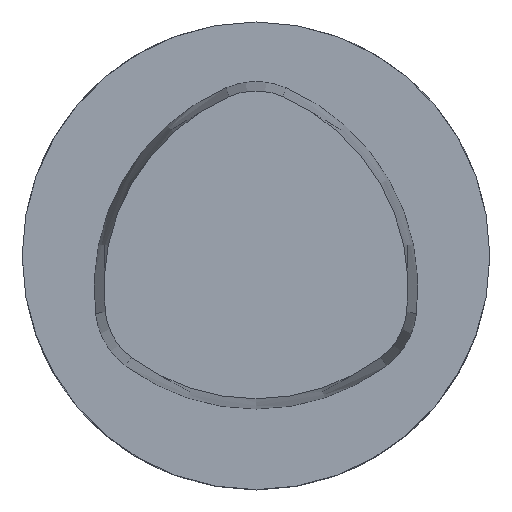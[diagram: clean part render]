
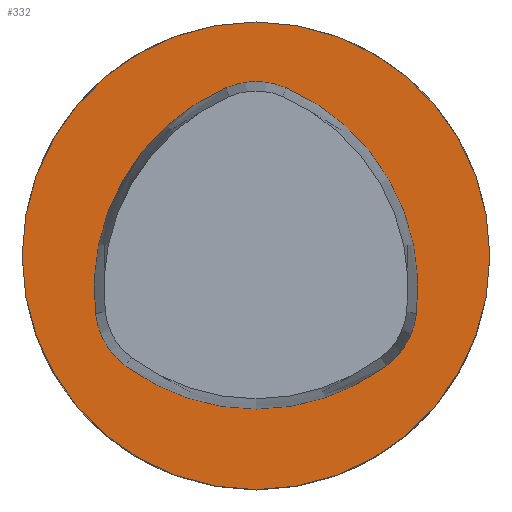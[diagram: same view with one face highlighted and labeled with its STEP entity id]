
A CAD part, top view. The second image highlights one B-rep face of the part: STEP entity #332.
In plain terms, the highlighted planar face has unit normal (0, 0, 1).
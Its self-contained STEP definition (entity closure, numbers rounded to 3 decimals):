
#81=PLANE('',#960);
#121=FACE_OUTER_BOUND('',#411,.T.);
#332=ADVANCED_FACE('',(#121),#81,.T.);
#411=EDGE_LOOP('',(#556));
#556=ORIENTED_EDGE('',*,*,#803,.T.);
#711=VERTEX_POINT('',#1397);
#803=EDGE_CURVE('',#711,#711,#865,.T.);
#865=CIRCLE('',#954,25.);
#954=AXIS2_PLACEMENT_3D('',#1396,#1130,#1131);
#960=AXIS2_PLACEMENT_3D('',#1415,#1146,#1147);
#1130=DIRECTION('',(0.,0.,1.));
#1131=DIRECTION('',(-1.,0.,0.));
#1146=DIRECTION('',(0.,0.,1.));
#1147=DIRECTION('',(-1.,0.,0.));
#1396=CARTESIAN_POINT('',(0.,0.,0.));
#1397=CARTESIAN_POINT('',(-25.,0.,0.));
#1415=CARTESIAN_POINT('',(0.,0.,0.));
